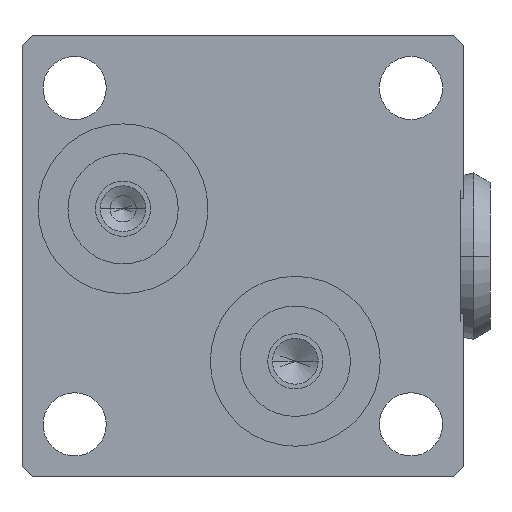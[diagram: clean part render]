
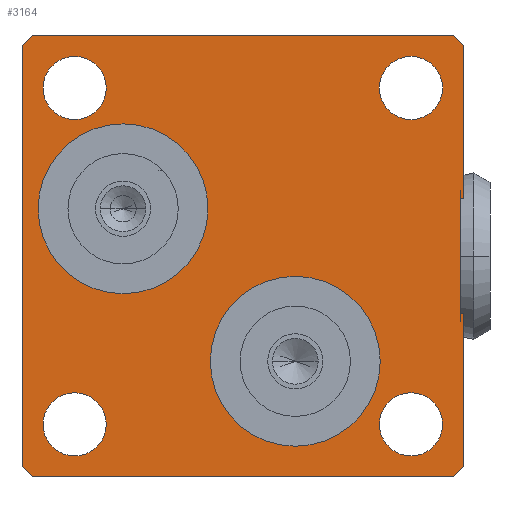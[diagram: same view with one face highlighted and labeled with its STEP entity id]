
A CAD part, front view. The second image highlights one B-rep face of the part: STEP entity #3164.
In plain terms, the highlighted planar face has unit normal (0, -1, 0).
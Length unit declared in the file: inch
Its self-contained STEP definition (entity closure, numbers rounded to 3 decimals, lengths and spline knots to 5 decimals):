
#69=DIRECTION('',(0.,0.,-1.));
#70=VECTOR('',#69,1.253);
#71=CARTESIAN_POINT('',(-0.6565,-0.658,0.627));
#72=LINE('',#71,#70);
#244=DIRECTION('',(1.,0.,0.));
#245=VECTOR('',#244,1.253);
#246=CARTESIAN_POINT('',(-0.6265,-0.658,-0.656));
#247=LINE('',#246,#245);
#288=CARTESIAN_POINT('',(-0.5,-0.658,0.5));
#289=DIRECTION('',(0.,1.,0.));
#290=DIRECTION('',(0.,0.,-1.));
#291=AXIS2_PLACEMENT_3D('',#288,#289,#290);
#293=CARTESIAN_POINT('',(-0.5,-0.658,0.5));
#294=DIRECTION('',(0.,1.,0.));
#295=DIRECTION('',(0.,0.,1.));
#296=AXIS2_PLACEMENT_3D('',#293,#294,#295);
#298=CARTESIAN_POINT('',(0.5,-0.658,0.5));
#299=DIRECTION('',(0.,1.,0.));
#300=DIRECTION('',(0.,0.,-1.));
#301=AXIS2_PLACEMENT_3D('',#298,#299,#300);
#303=CARTESIAN_POINT('',(0.5,-0.658,0.5));
#304=DIRECTION('',(0.,1.,0.));
#305=DIRECTION('',(0.,0.,1.));
#306=AXIS2_PLACEMENT_3D('',#303,#304,#305);
#308=CARTESIAN_POINT('',(0.5,-0.658,-0.5));
#309=DIRECTION('',(0.,1.,0.));
#310=DIRECTION('',(0.,0.,-1.));
#311=AXIS2_PLACEMENT_3D('',#308,#309,#310);
#313=CARTESIAN_POINT('',(0.5,-0.658,-0.5));
#314=DIRECTION('',(0.,1.,0.));
#315=DIRECTION('',(0.,0.,1.));
#316=AXIS2_PLACEMENT_3D('',#313,#314,#315);
#318=CARTESIAN_POINT('',(-0.5,-0.658,-0.5));
#319=DIRECTION('',(0.,1.,0.));
#320=DIRECTION('',(0.,0.,-1.));
#321=AXIS2_PLACEMENT_3D('',#318,#319,#320);
#323=CARTESIAN_POINT('',(-0.5,-0.658,-0.5));
#324=DIRECTION('',(0.,1.,0.));
#325=DIRECTION('',(0.,0.,1.));
#326=AXIS2_PLACEMENT_3D('',#323,#324,#325);
#328=DIRECTION('',(0.,0.,-1.));
#329=VECTOR('',#328,0.34369);
#330=CARTESIAN_POINT('',(0.6465,-0.658,0.17185));
#331=LINE('',#330,#329);
#332=DIRECTION('',(1.,0.,0.));
#333=VECTOR('',#332,0.01);
#334=CARTESIAN_POINT('',(0.6465,-0.658,-0.17185));
#335=LINE('',#334,#333);
#336=DIRECTION('',(0.707,0.,0.707));
#337=VECTOR('',#336,0.04243);
#338=CARTESIAN_POINT('',(0.6265,-0.658,-0.656));
#339=LINE('',#338,#337);
#340=DIRECTION('',(0.707,0.,-0.707));
#341=VECTOR('',#340,0.04243);
#342=CARTESIAN_POINT('',(-0.6565,-0.658,-0.626));
#343=LINE('',#342,#341);
#344=DIRECTION('',(-0.707,0.,-0.707));
#345=VECTOR('',#344,0.04243);
#346=CARTESIAN_POINT('',(-0.6265,-0.658,0.657));
#347=LINE('',#346,#345);
#348=DIRECTION('',(1.,0.,0.));
#349=VECTOR('',#348,1.253);
#350=CARTESIAN_POINT('',(-0.6265,-0.658,0.657));
#351=LINE('',#350,#349);
#352=DIRECTION('',(-0.707,0.,0.707));
#353=VECTOR('',#352,0.04243);
#354=CARTESIAN_POINT('',(0.6565,-0.658,0.627));
#355=LINE('',#354,#353);
#356=DIRECTION('',(1.,0.,0.));
#357=VECTOR('',#356,0.01);
#358=CARTESIAN_POINT('',(0.6465,-0.658,0.17185));
#359=LINE('',#358,#357);
#360=CARTESIAN_POINT('',(0.156,-0.658,-0.3125));
#361=DIRECTION('',(0.,-1.,0.));
#362=DIRECTION('',(-1.,0.,0.));
#363=AXIS2_PLACEMENT_3D('',#360,#361,#362);
#365=CARTESIAN_POINT('',(0.156,-0.658,-0.3125));
#366=DIRECTION('',(0.,-1.,0.));
#367=DIRECTION('',(1.,0.,0.));
#368=AXIS2_PLACEMENT_3D('',#365,#366,#367);
#370=CARTESIAN_POINT('',(-0.356,-0.658,0.141));
#371=DIRECTION('',(0.,-1.,0.));
#372=DIRECTION('',(-1.,0.,0.));
#373=AXIS2_PLACEMENT_3D('',#370,#371,#372);
#375=CARTESIAN_POINT('',(-0.356,-0.658,0.141));
#376=DIRECTION('',(0.,-1.,0.));
#377=DIRECTION('',(1.,0.,0.));
#378=AXIS2_PLACEMENT_3D('',#375,#376,#377);
#644=DIRECTION('',(0.,0.,-1.));
#645=VECTOR('',#644,0.45515);
#646=CARTESIAN_POINT('',(0.6565,-0.658,0.627));
#647=LINE('',#646,#645);
#687=DIRECTION('',(0.,0.,-1.));
#688=VECTOR('',#687,0.45415);
#689=CARTESIAN_POINT('',(0.6565,-0.658,-0.17185));
#690=LINE('',#689,#688);
#2511=CARTESIAN_POINT('',(0.6265,-0.658,-0.656));
#2512=CARTESIAN_POINT('',(0.6565,-0.658,-0.626));
#2513=VERTEX_POINT('',#2511);
#2514=VERTEX_POINT('',#2512);
#2515=CARTESIAN_POINT('',(-0.6565,-0.658,-0.626));
#2516=CARTESIAN_POINT('',(-0.6265,-0.658,-0.656));
#2517=VERTEX_POINT('',#2515);
#2518=VERTEX_POINT('',#2516);
#2519=CARTESIAN_POINT('',(0.6565,-0.658,0.627));
#2520=CARTESIAN_POINT('',(0.6265,-0.658,0.657));
#2521=VERTEX_POINT('',#2519);
#2522=VERTEX_POINT('',#2520);
#2523=CARTESIAN_POINT('',(-0.6265,-0.658,0.657));
#2524=CARTESIAN_POINT('',(-0.6565,-0.658,0.627));
#2525=VERTEX_POINT('',#2523);
#2526=VERTEX_POINT('',#2524);
#2527=CARTESIAN_POINT('',(-0.5,-0.658,0.406));
#2528=CARTESIAN_POINT('',(-0.5,-0.658,0.594));
#2529=VERTEX_POINT('',#2527);
#2530=VERTEX_POINT('',#2528);
#2531=CARTESIAN_POINT('',(0.5,-0.658,0.406));
#2532=CARTESIAN_POINT('',(0.5,-0.658,0.594));
#2533=VERTEX_POINT('',#2531);
#2534=VERTEX_POINT('',#2532);
#2535=CARTESIAN_POINT('',(0.5,-0.658,-0.594));
#2536=CARTESIAN_POINT('',(0.5,-0.658,-0.406));
#2537=VERTEX_POINT('',#2535);
#2538=VERTEX_POINT('',#2536);
#2539=CARTESIAN_POINT('',(-0.5,-0.658,-0.594));
#2540=CARTESIAN_POINT('',(-0.5,-0.658,-0.406));
#2541=VERTEX_POINT('',#2539);
#2542=VERTEX_POINT('',#2540);
#2655=CARTESIAN_POINT('',(0.6465,-0.658,0.17185));
#2656=CARTESIAN_POINT('',(0.6465,-0.658,-0.17185));
#2657=VERTEX_POINT('',#2655);
#2658=VERTEX_POINT('',#2656);
#2659=CARTESIAN_POINT('',(0.6565,-0.658,-0.17185));
#2660=VERTEX_POINT('',#2659);
#2661=CARTESIAN_POINT('',(0.6565,-0.658,0.17185));
#2662=VERTEX_POINT('',#2661);
#2677=CARTESIAN_POINT('',(-0.0965,-0.658,-0.3125));
#2678=VERTEX_POINT('',#2677);
#2679=CARTESIAN_POINT('',(0.4085,-0.658,-0.3125));
#2680=VERTEX_POINT('',#2679);
#2709=CARTESIAN_POINT('',(-0.6085,-0.658,0.141));
#2710=VERTEX_POINT('',#2709);
#2711=CARTESIAN_POINT('',(-0.1035,-0.658,0.141));
#2712=VERTEX_POINT('',#2711);
#3102=CARTESIAN_POINT('',(-0.6565,-0.658,0.657));
#3103=DIRECTION('',(0.,-1.,0.));
#3104=DIRECTION('',(0.,0.,-1.));
#3105=AXIS2_PLACEMENT_3D('',#3102,#3103,#3104);
#3106=PLANE('',#3105);
#3108=ORIENTED_EDGE('',*,*,#3107,.T.);
#3110=ORIENTED_EDGE('',*,*,#3109,.T.);
#3112=ORIENTED_EDGE('',*,*,#3111,.T.);
#3114=ORIENTED_EDGE('',*,*,#3113,.F.);
#3115=ORIENTED_EDGE('',*,*,#3076,.F.);
#3116=ORIENTED_EDGE('',*,*,#3096,.F.);
#3117=ORIENTED_EDGE('',*,*,#2947,.F.);
#3118=ORIENTED_EDGE('',*,*,#2968,.F.);
#3119=ORIENTED_EDGE('',*,*,#2990,.T.);
#3121=ORIENTED_EDGE('',*,*,#3120,.F.);
#3123=ORIENTED_EDGE('',*,*,#3122,.T.);
#3125=ORIENTED_EDGE('',*,*,#3124,.F.);
#3126=EDGE_LOOP('',(#3108,#3110,#3112,#3114,#3115,#3116,#3117,#3118,#3119,#3121,
#3123,#3125));
#3127=FACE_OUTER_BOUND('',#3126,.F.);
#3129=ORIENTED_EDGE('',*,*,#3128,.F.);
#3131=ORIENTED_EDGE('',*,*,#3130,.F.);
#3132=EDGE_LOOP('',(#3129,#3131));
#3133=FACE_BOUND('',#3132,.F.);
#3135=ORIENTED_EDGE('',*,*,#3134,.F.);
#3137=ORIENTED_EDGE('',*,*,#3136,.F.);
#3138=EDGE_LOOP('',(#3135,#3137));
#3139=FACE_BOUND('',#3138,.F.);
#3141=ORIENTED_EDGE('',*,*,#3140,.F.);
#3143=ORIENTED_EDGE('',*,*,#3142,.F.);
#3144=EDGE_LOOP('',(#3141,#3143));
#3145=FACE_BOUND('',#3144,.F.);
#3147=ORIENTED_EDGE('',*,*,#3146,.F.);
#3149=ORIENTED_EDGE('',*,*,#3148,.F.);
#3150=EDGE_LOOP('',(#3147,#3149));
#3151=FACE_BOUND('',#3150,.F.);
#3153=ORIENTED_EDGE('',*,*,#3152,.T.);
#3155=ORIENTED_EDGE('',*,*,#3154,.T.);
#3156=EDGE_LOOP('',(#3153,#3155));
#3157=FACE_BOUND('',#3156,.F.);
#3159=ORIENTED_EDGE('',*,*,#3158,.T.);
#3161=ORIENTED_EDGE('',*,*,#3160,.T.);
#3162=EDGE_LOOP('',(#3159,#3161));
#3163=FACE_BOUND('',#3162,.F.);
#3164=ADVANCED_FACE('',(#3127,#3133,#3139,#3145,#3151,#3157,#3163),#3106,.T.);
#292=CIRCLE('',#291,0.094);
#297=CIRCLE('',#296,0.094);
#302=CIRCLE('',#301,0.094);
#307=CIRCLE('',#306,0.094);
#312=CIRCLE('',#311,0.094);
#317=CIRCLE('',#316,0.094);
#322=CIRCLE('',#321,0.094);
#327=CIRCLE('',#326,0.094);
#364=CIRCLE('',#363,0.2525);
#369=CIRCLE('',#368,0.2525);
#374=CIRCLE('',#373,0.2525);
#379=CIRCLE('',#378,0.2525);
#2947=EDGE_CURVE('',#2526,#2517,#72,.T.);
#2968=EDGE_CURVE('',#2525,#2526,#347,.T.);
#2990=EDGE_CURVE('',#2525,#2522,#351,.T.);
#3076=EDGE_CURVE('',#2518,#2513,#247,.T.);
#3096=EDGE_CURVE('',#2517,#2518,#343,.T.);
#3107=EDGE_CURVE('',#2657,#2658,#331,.T.);
#3109=EDGE_CURVE('',#2658,#2660,#335,.T.);
#3111=EDGE_CURVE('',#2660,#2514,#690,.T.);
#3113=EDGE_CURVE('',#2513,#2514,#339,.T.);
#3120=EDGE_CURVE('',#2521,#2522,#355,.T.);
#3122=EDGE_CURVE('',#2521,#2662,#647,.T.);
#3124=EDGE_CURVE('',#2657,#2662,#359,.T.);
#3128=EDGE_CURVE('',#2533,#2534,#302,.T.);
#3130=EDGE_CURVE('',#2534,#2533,#307,.T.);
#3134=EDGE_CURVE('',#2537,#2538,#312,.T.);
#3136=EDGE_CURVE('',#2538,#2537,#317,.T.);
#3140=EDGE_CURVE('',#2541,#2542,#322,.T.);
#3142=EDGE_CURVE('',#2542,#2541,#327,.T.);
#3146=EDGE_CURVE('',#2529,#2530,#292,.T.);
#3148=EDGE_CURVE('',#2530,#2529,#297,.T.);
#3152=EDGE_CURVE('',#2678,#2680,#364,.T.);
#3154=EDGE_CURVE('',#2680,#2678,#369,.T.);
#3158=EDGE_CURVE('',#2710,#2712,#374,.T.);
#3160=EDGE_CURVE('',#2712,#2710,#379,.T.);
